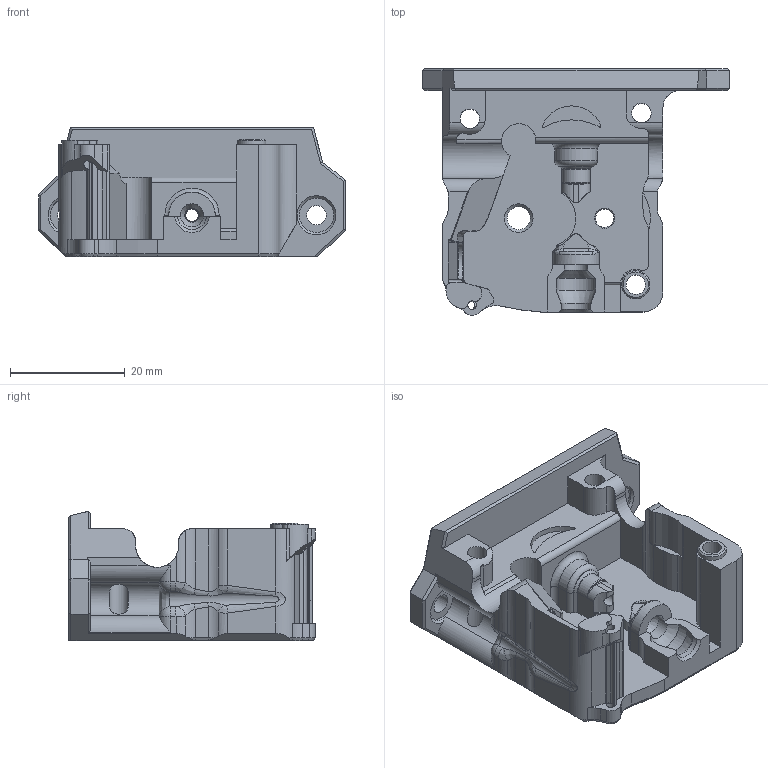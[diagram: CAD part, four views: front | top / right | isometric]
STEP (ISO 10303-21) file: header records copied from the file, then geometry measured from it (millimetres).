
FILE_DESCRIPTION(/* description */ ('STEP AP242','CAx-IF Rec.Pracs.---Representation and Presentation of Product Manufacturing Information (PMI)---4.0---2014-10-13','CAx-IF Rec.Pracs.---3D Tessellated Geometry---0.4---2014-09-14','2;1'),/* implementation_level */ '2;1');
FILE_NAME(/* name */ 'A4T - E3D Roto-vitamins front',/* time_stamp */ '2025-01-12T06:32:00Z',/* author */ (''),/* organization */ (''),/* preprocessor_version */ 'ST-DEVELOPER v20',/* originating_system */ 'ONSHAPE BY PTC INC, 1.192',/* authorisation */ ' ');
FILE_SCHEMA (('AP242_MANAGED_MODEL_BASED_3D_ENGINEERING_MIM_LF { 1 0 10303 442 1 1 4 }'));
Length unit declared in the file: millimetre
Products named in the file (2): A4T - E3D Roto-vitamins front; ROTO-Vitamins custom front
Assembly tree (1 placements, depth 2):
  A4T - E3D Roto-vitamins front
    ROTO-Vitamins custom front
Bounding box: 53.59 x 43.08 x 22.62 mm (x, y, z)
Volume: 16822.6 mm3; surface area: 9648.8 mm2
Topology: 1 solids, 1 shells, 399 faces, 1082 edges, 680 vertices
Faces by surface type: cylinder 156, plane 153, bspline 42, cone 32, torus 14, sphere 2
Full cylindrical faces by diameter (mm): 1.5 x2, 2.2 x1, 2.5 x1, 3.2 x1, 3.4 x5, 4 x1, 4.1 x1, 4.3 x1, 4.4 x1, 4.95 x1, 6 x2
Entity records: 13483 total; most frequent: CARTESIAN_POINT 3764, ORIENTED_EDGE 2056, DIRECTION 1974, EDGE_CURVE 1028, AXIS2_PLACEMENT_3D 735, VERTEX_POINT 666, LINE 504, VECTOR 504
